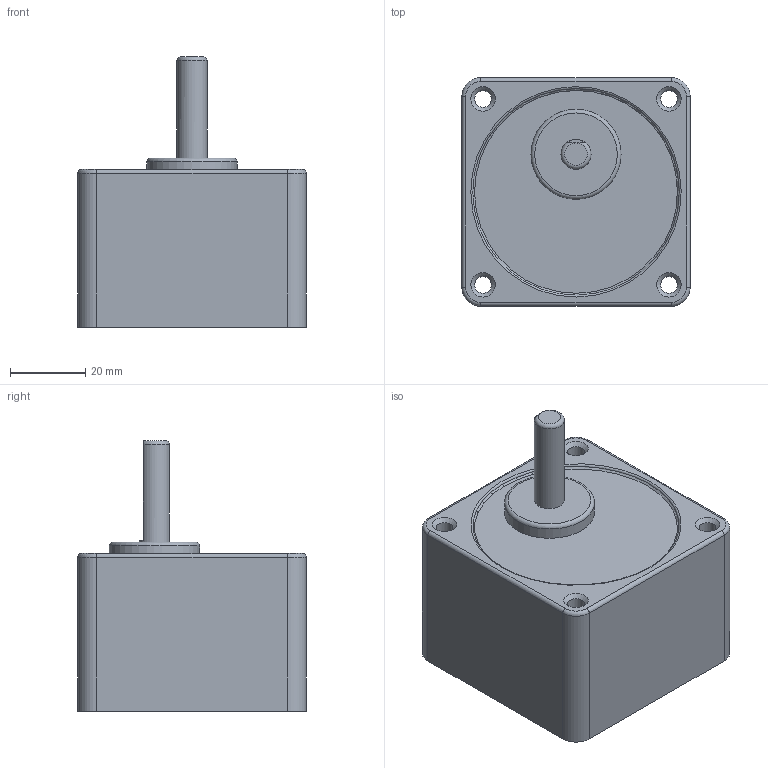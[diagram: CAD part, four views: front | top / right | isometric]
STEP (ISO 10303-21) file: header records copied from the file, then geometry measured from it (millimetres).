
FILE_DESCRIPTION(/* description */ ('Unknown'),/* implementation_level */ '2;1');
FILE_NAME(/* name */ 'Transmotec-Cad-S60A',/* time_stamp */ '2024-11-14T16:40:23+01:00',/* author */ ('Unknown'),/* organization */ ('Unknown'),/* preprocessor_version */ 'ST-DEVELOPER v19.4',/* originating_system */ 'Solid Edge',/* authorisation */ 'Unknown');
FILE_SCHEMA (('AUTOMOTIVE_DESIGN {1 0 10303 214 3 1 1}'));
Length unit declared in the file: millimetre
Products named in the file (1): Transmotec-Cad-S60A
Bounding box: 60.8 x 60.8 x 72 mm (x, y, z)
Volume: 152277.9 mm3; surface area: 20346.8 mm2
Topology: 1 solids, 1 shells, 37 faces, 88 edges, 56 vertices
Faces by surface type: cylinder 14, plane 11, torus 8, cone 4
Full cylindrical faces by diameter (mm): 4.5 x4, 8 x1, 24 x1
Entity records: 997 total; most frequent: DIRECTION 183, CARTESIAN_POINT 165, ORIENTED_EDGE 134, AXIS2_PLACEMENT_3D 80, EDGE_CURVE 67, EDGE_LOOP 61, FACE_BOUND 61, VERTEX_POINT 48
